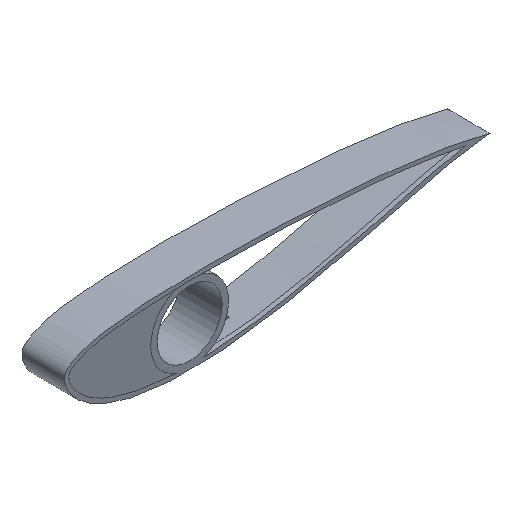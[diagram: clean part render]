
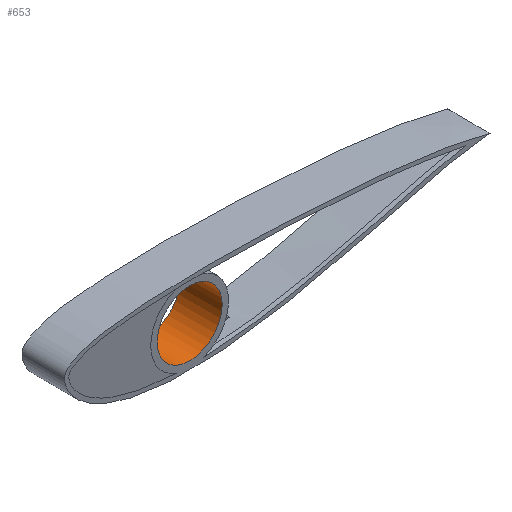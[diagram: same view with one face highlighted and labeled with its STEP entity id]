
A CAD part, isometric view. The second image highlights one B-rep face of the part: STEP entity #653.
In plain terms, the highlighted cylindrical face has radius 7.65 mm (diameter 15.3 mm), a full revolution.
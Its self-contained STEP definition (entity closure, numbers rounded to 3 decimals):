
#118=FACE_OUTER_BOUND('',#152,.T.);
#152=EDGE_LOOP('',(#565,#566,#567,#568));
#195=LINE('',#1275,#228);
#228=VECTOR('',#835,7.65);
#253=CIRCLE('',#717,7.65);
#254=CIRCLE('',#718,7.65);
#313=VERTEX_POINT('',#1272);
#314=VERTEX_POINT('',#1274);
#405=EDGE_CURVE('',#313,#313,#253,.T.);
#406=EDGE_CURVE('',#313,#314,#195,.T.);
#407=EDGE_CURVE('',#314,#314,#254,.T.);
#565=ORIENTED_EDGE('',*,*,#405,.F.);
#566=ORIENTED_EDGE('',*,*,#406,.T.);
#567=ORIENTED_EDGE('',*,*,#407,.T.);
#568=ORIENTED_EDGE('',*,*,#406,.F.);
#627=CYLINDRICAL_SURFACE('',#716,7.65);
#653=ADVANCED_FACE('',(#118),#627,.F.);
#716=AXIS2_PLACEMENT_3D('',#1271,#831,#832);
#717=AXIS2_PLACEMENT_3D('',#1273,#833,#834);
#718=AXIS2_PLACEMENT_3D('',#1276,#836,#837);
#831=DIRECTION('center_axis',(0.,1.,0.));
#832=DIRECTION('ref_axis',(1.,0.,0.));
#833=DIRECTION('center_axis',(0.,-1.,0.));
#834=DIRECTION('ref_axis',(1.,0.,0.));
#835=DIRECTION('',(0.,-1.,0.));
#836=DIRECTION('center_axis',(0.,-1.,0.));
#837=DIRECTION('ref_axis',(1.,0.,0.));
#1271=CARTESIAN_POINT('Origin',(29.412,0.,-3.36));
#1272=CARTESIAN_POINT('',(21.762,10.,-3.36));
#1273=CARTESIAN_POINT('Origin',(29.412,10.,-3.36));
#1274=CARTESIAN_POINT('',(21.762,0.,-3.36));
#1275=CARTESIAN_POINT('',(21.762,0.,-3.36));
#1276=CARTESIAN_POINT('Origin',(29.412,0.,-3.36));
